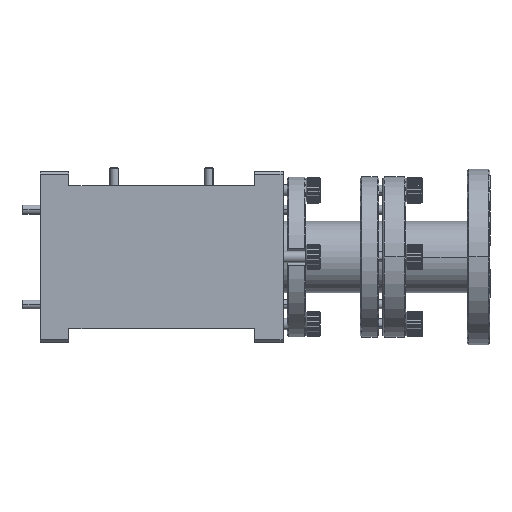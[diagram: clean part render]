
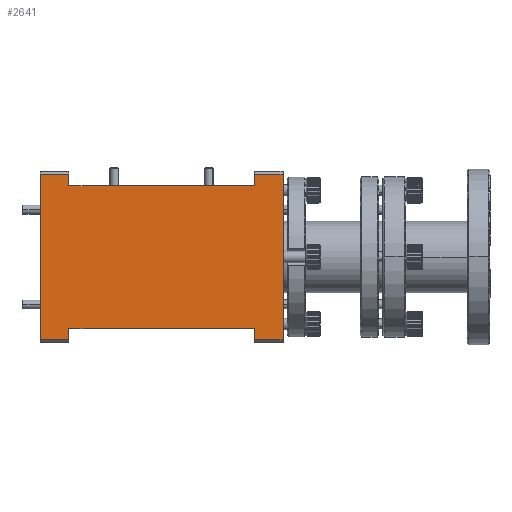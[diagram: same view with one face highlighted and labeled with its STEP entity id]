
A CAD part, top view. The second image highlights one B-rep face of the part: STEP entity #2641.
In plain terms, the highlighted planar face has unit normal (0, 0, 1).
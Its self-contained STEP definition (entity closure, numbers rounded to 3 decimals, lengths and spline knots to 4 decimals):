
#590 = LINE ( 'NONE', #50117, #18063 ) ;
#804 = CARTESIAN_POINT ( 'NONE',  ( -0.5, -0.58, 0.6 ) ) ;
#907 = ORIENTED_EDGE ( 'NONE', *, *, #62500, .T. ) ;
#1097 = VERTEX_POINT ( 'NONE', #4203 ) ;
#1169 = CARTESIAN_POINT ( 'NONE',  ( 1., -0.5, 0.6 ) ) ;
#1598 = DIRECTION ( 'NONE',  ( 1., 0., 0. ) ) ;
#2460 = EDGE_CURVE ( 'NONE', #27812, #38773, #42091, .T. ) ;
#2641 = ADVANCED_FACE ( 'NONE', ( #9099 ), #29194, .T. ) ;
#2778 = VECTOR ( 'NONE', #17631, 39.3701 ) ;
#2936 = LINE ( 'NONE', #53713, #21723 ) ;
#3951 = VERTEX_POINT ( 'NONE', #804 ) ;
#4049 = EDGE_CURVE ( 'NONE', #19218, #11400, #41713, .T. ) ;
#4203 = CARTESIAN_POINT ( 'NONE',  ( -0.3, 0.5, 0.6 ) ) ;
#4501 = DIRECTION ( 'NONE',  ( 0., -1., 0. ) ) ;
#5222 = DIRECTION ( 'NONE',  ( 1., 0., 0. ) ) ;
#5548 = LINE ( 'NONE', #40503, #53364 ) ;
#6129 = ORIENTED_EDGE ( 'NONE', *, *, #50435, .T. ) ;
#6654 = VERTEX_POINT ( 'NONE', #28682 ) ;
#8987 = CARTESIAN_POINT ( 'NONE',  ( 1., -0.5, 0.6 ) ) ;
#9099 = FACE_OUTER_BOUND ( 'NONE', #34641, .T. ) ;
#9478 = DIRECTION ( 'NONE',  ( 0., 1., 0. ) ) ;
#9568 = VERTEX_POINT ( 'NONE', #59562 ) ;
#10511 = DIRECTION ( 'NONE',  ( 0., 1., 0. ) ) ;
#10518 = VECTOR ( 'NONE', #25315, 39.3701 ) ;
#11021 = ORIENTED_EDGE ( 'NONE', *, *, #26748, .F. ) ;
#11400 = VERTEX_POINT ( 'NONE', #12613 ) ;
#11450 = VECTOR ( 'NONE', #59892, 39.3701 ) ;
#11458 = CARTESIAN_POINT ( 'NONE',  ( -0.3, 0.5, 0.6 ) ) ;
#12613 = CARTESIAN_POINT ( 'NONE',  ( -0.5, 0.58, 0.6 ) ) ;
#16622 = EDGE_CURVE ( 'NONE', #38773, #46708, #56637, .T. ) ;
#17631 = DIRECTION ( 'NONE',  ( -1., 0., 0. ) ) ;
#18063 = VECTOR ( 'NONE', #10511, 39.3701 ) ;
#19218 = VERTEX_POINT ( 'NONE', #36301 ) ;
#20692 = ORIENTED_EDGE ( 'NONE', *, *, #50880, .F. ) ;
#21723 = VECTOR ( 'NONE', #28651, 39.3701 ) ;
#22247 = CARTESIAN_POINT ( 'NONE',  ( -0.5, 0.58, 0.6 ) ) ;
#23822 = CARTESIAN_POINT ( 'NONE',  ( 1., 0.58, 0.6 ) ) ;
#23919 = DIRECTION ( 'NONE',  ( 0., 0., 1. ) ) ;
#25315 = DIRECTION ( 'NONE',  ( 0., 1., 0. ) ) ;
#25875 = VERTEX_POINT ( 'NONE', #1169 ) ;
#26316 = ORIENTED_EDGE ( 'NONE', *, *, #59954, .T. ) ;
#26585 = EDGE_CURVE ( 'NONE', #1097, #9568, #32927, .T. ) ;
#26748 = EDGE_CURVE ( 'NONE', #9568, #46708, #29581, .T. ) ;
#26762 = ORIENTED_EDGE ( 'NONE', *, *, #51323, .F. ) ;
#26928 = CARTESIAN_POINT ( 'NONE',  ( 1.2, -0.6, 0.6 ) ) ;
#27812 = VERTEX_POINT ( 'NONE', #47383 ) ;
#27895 = VECTOR ( 'NONE', #47043, 39.3701 ) ;
#28175 = CARTESIAN_POINT ( 'NONE',  ( 1.2, 0.58, 0.6 ) ) ;
#28651 = DIRECTION ( 'NONE',  ( -1., 0., 0. ) ) ;
#28682 = CARTESIAN_POINT ( 'NONE',  ( -0.3, -0.5, 0.6 ) ) ;
#29088 = DIRECTION ( 'NONE',  ( 0., -1., 0. ) ) ;
#29194 = PLANE ( 'NONE',  #34203 ) ;
#29581 = LINE ( 'NONE', #59946, #59374 ) ;
#30928 = VERTEX_POINT ( 'NONE', #40206 ) ;
#31255 = LINE ( 'NONE', #11458, #10518 ) ;
#31875 = ORIENTED_EDGE ( 'NONE', *, *, #57610, .F. ) ;
#32927 = LINE ( 'NONE', #62643, #55137 ) ;
#33823 = CARTESIAN_POINT ( 'NONE',  ( -0.5, -0.6, 0.6 ) ) ;
#34203 = AXIS2_PLACEMENT_3D ( 'NONE', #33823, #23919, #63543 ) ;
#34641 = EDGE_LOOP ( 'NONE', ( #20692, #26316, #26762, #31875, #6129, #907, #51354, #48431, #11021, #41460, #55406, #41583 ) ) ;
#36301 = CARTESIAN_POINT ( 'NONE',  ( -0.3, 0.58, 0.6 ) ) ;
#37048 = VECTOR ( 'NONE', #4501, 39.3701 ) ;
#38773 = VERTEX_POINT ( 'NONE', #28175 ) ;
#39833 = VECTOR ( 'NONE', #40465, 39.3701 ) ;
#39884 = EDGE_CURVE ( 'NONE', #1097, #19218, #31255, .T. ) ;
#40206 = CARTESIAN_POINT ( 'NONE',  ( -0.3, -0.58, 0.6 ) ) ;
#40465 = DIRECTION ( 'NONE',  ( -1., 0., 0. ) ) ;
#40503 = CARTESIAN_POINT ( 'NONE',  ( -0.3, -0.58, 0.6 ) ) ;
#41460 = ORIENTED_EDGE ( 'NONE', *, *, #26585, .F. ) ;
#41583 = ORIENTED_EDGE ( 'NONE', *, *, #4049, .T. ) ;
#41713 = LINE ( 'NONE', #22247, #2778 ) ;
#42091 = LINE ( 'NONE', #26928, #27895 ) ;
#43934 = LINE ( 'NONE', #8987, #58066 ) ;
#44705 = CARTESIAN_POINT ( 'NONE',  ( 1.2, -0.58, 0.6 ) ) ;
#46708 = VERTEX_POINT ( 'NONE', #23822 ) ;
#47043 = DIRECTION ( 'NONE',  ( 0., 1., 0. ) ) ;
#47383 = CARTESIAN_POINT ( 'NONE',  ( 1.2, -0.58, 0.6 ) ) ;
#48431 = ORIENTED_EDGE ( 'NONE', *, *, #16622, .T. ) ;
#50117 = CARTESIAN_POINT ( 'NONE',  ( -0.5, -0.6, 0.6 ) ) ;
#50435 = EDGE_CURVE ( 'NONE', #25875, #63561, #43934, .T. ) ;
#50634 = LINE ( 'NONE', #44705, #11450 ) ;
#50880 = EDGE_CURVE ( 'NONE', #3951, #11400, #590, .T. ) ;
#51323 = EDGE_CURVE ( 'NONE', #6654, #30928, #60581, .T. ) ;
#51354 = ORIENTED_EDGE ( 'NONE', *, *, #2460, .T. ) ;
#53364 = VECTOR ( 'NONE', #5222, 39.3701 ) ;
#53713 = CARTESIAN_POINT ( 'NONE',  ( 1., -0.5, 0.6 ) ) ;
#55137 = VECTOR ( 'NONE', #1598, 39.3701 ) ;
#55406 = ORIENTED_EDGE ( 'NONE', *, *, #39884, .T. ) ;
#55622 = CARTESIAN_POINT ( 'NONE',  ( -0.3, -0.5, 0.6 ) ) ;
#56637 = LINE ( 'NONE', #60284, #39833 ) ;
#57610 = EDGE_CURVE ( 'NONE', #25875, #6654, #2936, .T. ) ;
#58066 = VECTOR ( 'NONE', #29088, 39.3701 ) ;
#59374 = VECTOR ( 'NONE', #9478, 39.3701 ) ;
#59562 = CARTESIAN_POINT ( 'NONE',  ( 1., 0.5, 0.6 ) ) ;
#59892 = DIRECTION ( 'NONE',  ( 1., 0., 0. ) ) ;
#59946 = CARTESIAN_POINT ( 'NONE',  ( 1., 0.5, 0.6 ) ) ;
#59954 = EDGE_CURVE ( 'NONE', #3951, #30928, #5548, .T. ) ;
#60284 = CARTESIAN_POINT ( 'NONE',  ( -0.5, 0.58, 0.6 ) ) ;
#60581 = LINE ( 'NONE', #55622, #37048 ) ;
#62500 = EDGE_CURVE ( 'NONE', #63561, #27812, #50634, .T. ) ;
#62643 = CARTESIAN_POINT ( 'NONE',  ( -0.3, 0.5, 0.6 ) ) ;
#63543 = DIRECTION ( 'NONE',  ( 1., 0., 0. ) ) ;
#63561 = VERTEX_POINT ( 'NONE', #63571 ) ;
#63571 = CARTESIAN_POINT ( 'NONE',  ( 1., -0.58, 0.6 ) ) ;
